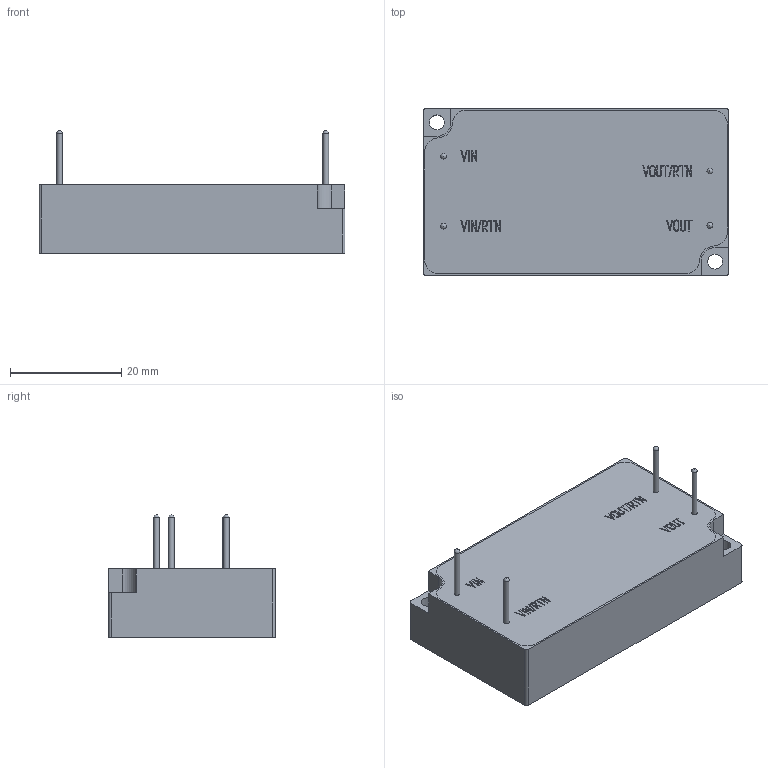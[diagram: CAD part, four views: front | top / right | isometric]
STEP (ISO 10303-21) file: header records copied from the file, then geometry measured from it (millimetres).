
FILE_DESCRIPTION(/* description */ ('Unknown'),/* implementation_level */ '2;1');
FILE_NAME(/* name */ 'M7117001',/* time_stamp */ '2020-04-17T16:33:10-04:00',/* author */ ('Unknown'),/* organization */ ('Unknown'),/* preprocessor_version */ 'ST-DEVELOPER v16.7',/* originating_system */ 'DEX',/* authorisation */ $);
FILE_SCHEMA (('CONFIG_CONTROL_DESIGN'));
Length unit declared in the file: millimetre
Products named in the file (1): M7117001
Bounding box: 55 x 30 x 22.01 mm (x, y, z)
Volume: 20027.7 mm3; surface area: 5624 mm2
Topology: 1 solids, 1 shells, 209 faces, 542 edges, 366 vertices
Faces by surface type: plane 179, bspline 14, cylinder 12, torus 4
Full cylindrical faces by diameter (mm): 1.02 x4, 2.7 x2
Entity records: 8629 total; most frequent: CARTESIAN_POINT 2686, ORIENTED_EDGE 1044, DIRECTION 650, EDGE_CURVE 522, VERTEX_POINT 360, B_SPLINE_CURVE_WITH_KNOTS 300, EDGE_LOOP 258, FACE_BOUND 258
